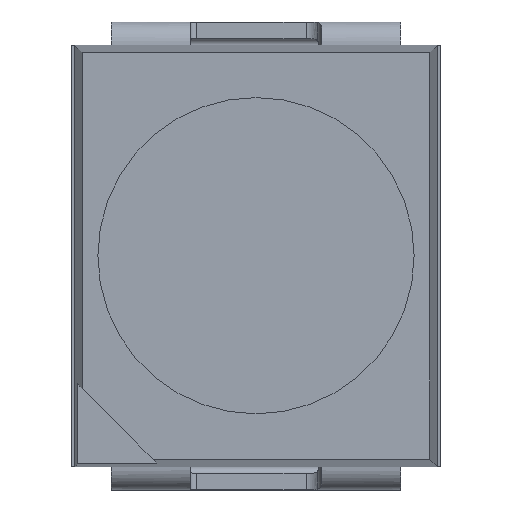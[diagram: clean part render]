
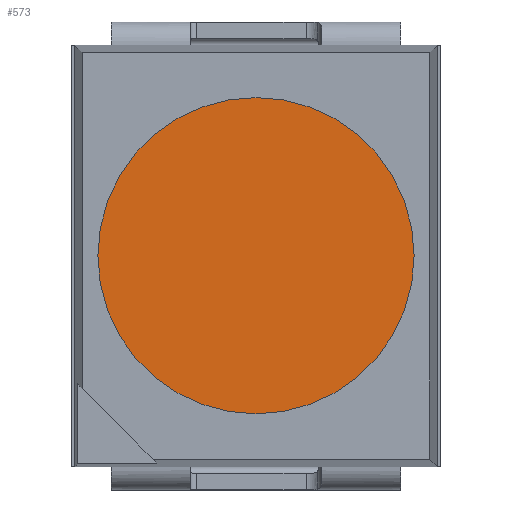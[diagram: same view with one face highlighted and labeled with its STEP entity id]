
A CAD part, top view. The second image highlights one B-rep face of the part: STEP entity #573.
In plain terms, the highlighted planar face has unit normal (0, 0, 1).
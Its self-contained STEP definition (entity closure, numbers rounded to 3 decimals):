
#94 = AXIS2_PLACEMENT_3D ( 'NONE', #3233, #944, #1469 ) ;
#573 = ADVANCED_FACE ( 'NONE', ( #1965 ), #2670, .T. ) ;
#683 = DIRECTION ( 'NONE',  ( 0., 0., 1. ) ) ;
#708 = VERTEX_POINT ( 'NONE', #730 ) ;
#722 = EDGE_CURVE ( 'NONE', #708, #802, #2650, .T. ) ;
#730 = CARTESIAN_POINT ( 'NONE',  ( 1.2, 0., -0.021 ) ) ;
#802 = VERTEX_POINT ( 'NONE', #3043 ) ;
#944 = DIRECTION ( 'NONE',  ( 0., 0., 1. ) ) ;
#1072 = ORIENTED_EDGE ( 'NONE', *, *, #722, .T. ) ;
#1380 = CIRCLE ( 'NONE', #94, 1.2 ) ;
#1469 = DIRECTION ( 'NONE',  ( 1., 0., 0. ) ) ;
#1497 = DIRECTION ( 'NONE',  ( 0., 0., 1. ) ) ;
#1644 = AXIS2_PLACEMENT_3D ( 'NONE', #3248, #1497, #2527 ) ;
#1704 = DIRECTION ( 'NONE',  ( 1., 0., 0. ) ) ;
#1965 = FACE_OUTER_BOUND ( 'NONE', #2919, .T. ) ;
#2163 = AXIS2_PLACEMENT_3D ( 'NONE', #2409, #683, #1704 ) ;
#2409 = CARTESIAN_POINT ( 'NONE',  ( 0., 0., -0.021 ) ) ;
#2527 = DIRECTION ( 'NONE',  ( 1., 0., 0. ) ) ;
#2543 = EDGE_CURVE ( 'NONE', #802, #708, #1380, .T. ) ;
#2571 = ORIENTED_EDGE ( 'NONE', *, *, #2543, .T. ) ;
#2650 = CIRCLE ( 'NONE', #1644, 1.2 ) ;
#2670 = PLANE ( 'NONE',  #2163 ) ;
#2919 = EDGE_LOOP ( 'NONE', ( #1072, #2571 ) ) ;
#3043 = CARTESIAN_POINT ( 'NONE',  ( -1.2, 0., -0.021 ) ) ;
#3233 = CARTESIAN_POINT ( 'NONE',  ( 0., 0., -0.021 ) ) ;
#3248 = CARTESIAN_POINT ( 'NONE',  ( 0., 0., -0.021 ) ) ;
